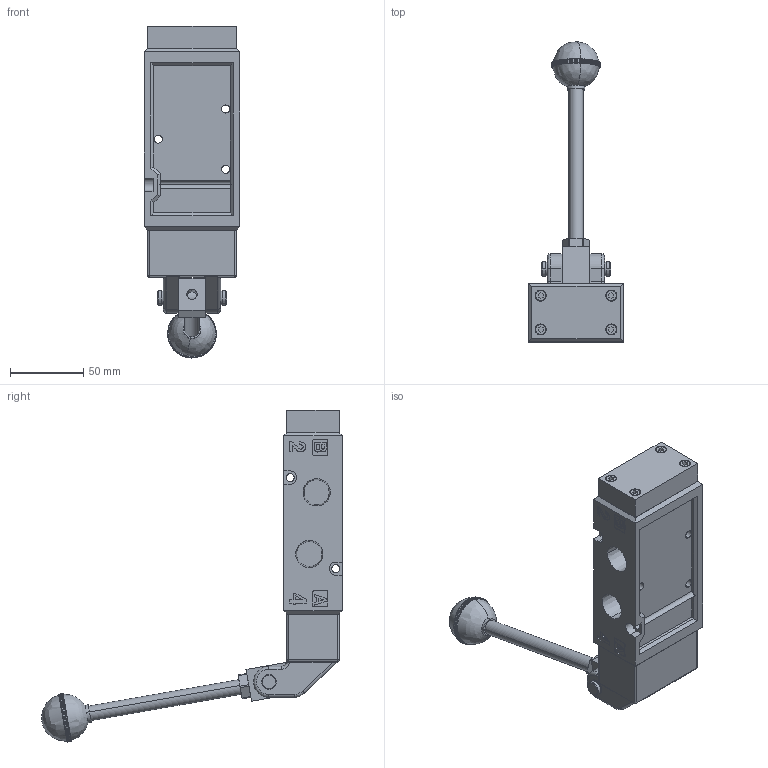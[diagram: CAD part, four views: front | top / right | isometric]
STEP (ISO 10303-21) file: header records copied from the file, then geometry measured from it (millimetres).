
FILE_DESCRIPTION (( 'STEP AP214' ), '1' );
FILE_NAME ('hlv620-d.STEP', '2016-07-26T07:29:29', ( '' ), ( '' ), 'SwSTEP 2.0', 'SolidWorks 2016', '' );
FILE_SCHEMA (( 'AUTOMOTIVE_DESIGN' ));
Length unit declared in the file: millimetre
Products named in the file (7): FT6000 Body_晦獄 撲薑; FT7000 bracket_晦獄 撲薑; hlv620-d; HLV Ball_晦獄 撲薑; FT7000 Shaft_晦獄 撲薑; FT7000 Cap_晦獄 撲薑; FT7000 Lever fix_晦獄 撲薑
Assembly tree (6 placements, depth 2):
  hlv620-d
    FT6000 Body_晦獄 撲薑
    FT7000 Cap_晦獄 撲薑
    HLV Ball_晦獄 撲薑
    FT7000 Lever fix_晦獄 撲薑
    FT7000 Shaft_晦獄 撲薑
    FT7000 bracket_晦獄 撲薑
Bounding box: 65 x 204.69 x 225.96 mm (x, y, z)
Volume: 328086.9 mm3; surface area: 93508.5 mm2
Topology: 6 solids, 7 shells, 1370 faces, 3366 edges, 2131 vertices
Faces by surface type: plane 640, cylinder 414, bspline 282, cone 34
Entity records: 48948 total; most frequent: CARTESIAN_POINT 19014, ORIENTED_EDGE 6716, DIRECTION 5154, EDGE_CURVE 3358, VERTEX_POINT 2131, VECTOR 1722, LINE 1722, AXIS2_PLACEMENT_3D 1716
